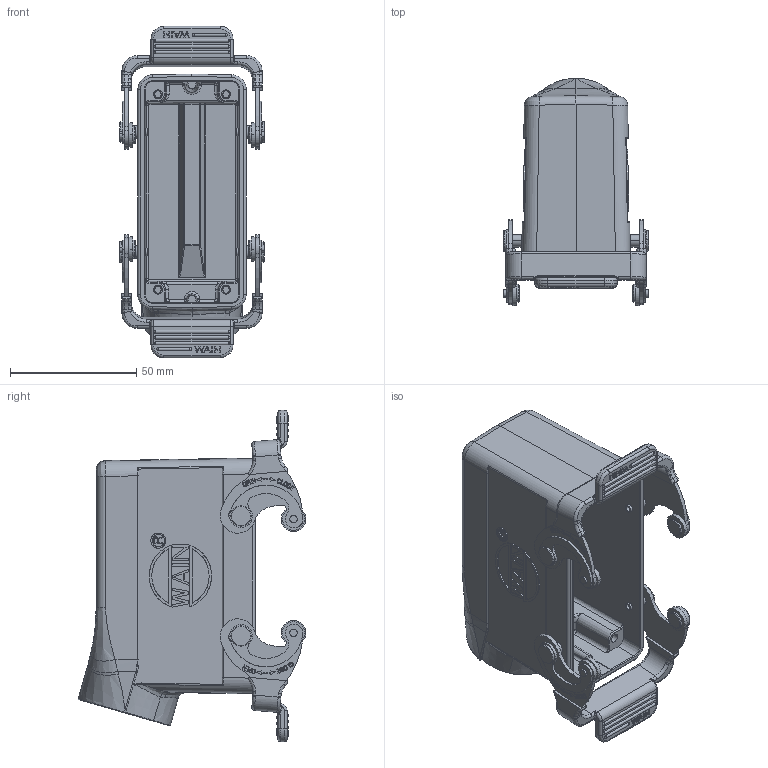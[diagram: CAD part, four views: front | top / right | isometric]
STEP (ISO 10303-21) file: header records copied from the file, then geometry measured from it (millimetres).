
FILE_DESCRIPTION((''),'2;1');
FILE_NAME('3D_1110165411004_H16B-SE-2L_SC-','2020-09-28T',('xk.he'),(''),'CREO PARAMETRIC BY PTC INC, 2016130','CREO PARAMETRIC BY PTC INC, 2016130','');
FILE_SCHEMA(('CONFIG_CONTROL_DESIGN'));
Products named in the file (1): 3D_1110165411004_H16B-SE-2L_SC-
Bounding box: 57.5 x 90.23 x 131.3 mm (x, y, z)
Volume: 0.5 mm3; surface area: 53738.7 mm2
Topology: 1 solids, 2 shells, 1670 faces, 4476 edges, 2963 vertices
Faces by surface type: plane 813, cylinder 366, extrusion 162, bspline 118, torus 98, cone 67, sphere 46
Entity records: 60721 total; most frequent: CARTESIAN_POINT 19628, ORIENTED_EDGE 8900, DIRECTION 7875, EDGE_CURVE 4450, VERTEX_POINT 2963, AXIS2_PLACEMENT_3D 2639, VECTOR 2597, LINE 2435
